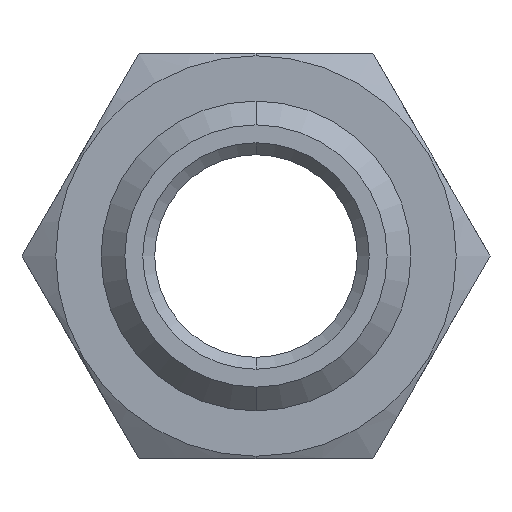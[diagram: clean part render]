
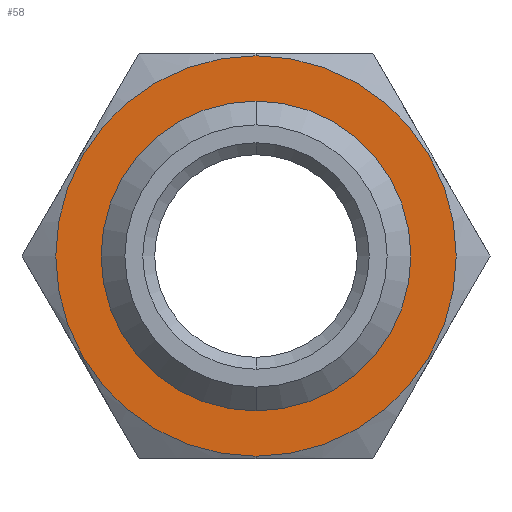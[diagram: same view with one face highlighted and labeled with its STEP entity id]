
A CAD part, front view. The second image highlights one B-rep face of the part: STEP entity #58.
In plain terms, the highlighted planar face has unit normal (0, -1, 0).
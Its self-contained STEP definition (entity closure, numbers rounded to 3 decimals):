
#53 = EDGE_CURVE ( 'NONE', #203, #211, #425, .T. ) ;
#56 = ORIENTED_EDGE ( 'NONE', *, *, #53, .T. ) ;
#57 = EDGE_LOOP ( 'NONE', ( #56, #76 ) ) ;
#58 = ADVANCED_FACE ( 'NONE', ( #420, #419 ), #418, .T. ) ;
#68 = EDGE_CURVE ( 'NONE', #258, #273, #466, .T. ) ;
#70 = EDGE_LOOP ( 'NONE', ( #72, #73 ) ) ;
#72 = ORIENTED_EDGE ( 'NONE', *, *, #272, .F. ) ;
#73 = ORIENTED_EDGE ( 'NONE', *, *, #68, .F. ) ;
#76 = ORIENTED_EDGE ( 'NONE', *, *, #200, .T. ) ;
#200 = EDGE_CURVE ( 'NONE', #211, #203, #725, .T. ) ;
#203 = VERTEX_POINT ( 'NONE', #713 ) ;
#211 = VERTEX_POINT ( 'NONE', #756 ) ;
#258 = VERTEX_POINT ( 'NONE', #839 ) ;
#272 = EDGE_CURVE ( 'NONE', #273, #258, #880, .T. ) ;
#273 = VERTEX_POINT ( 'NONE', #870 ) ;
#418 = PLANE ( 'NONE',  #481 ) ;
#419 = FACE_BOUND ( 'NONE', #70, .T. ) ;
#420 = FACE_OUTER_BOUND ( 'NONE', #57, .T. ) ;
#421 = DIRECTION ( 'NONE',  ( 0., 0., -1. ) ) ;
#422 = DIRECTION ( 'NONE',  ( 0., -1., 0. ) ) ;
#423 = CARTESIAN_POINT ( 'NONE',  ( 0., 8., 0. ) ) ;
#424 = AXIS2_PLACEMENT_3D ( 'NONE', #423, #422, #421 ) ;
#425 = CIRCLE ( 'NONE', #424, 8.4 ) ;
#462 = DIRECTION ( 'NONE',  ( 0., 0., -1. ) ) ;
#463 = DIRECTION ( 'NONE',  ( 0., -1., 0. ) ) ;
#464 = CARTESIAN_POINT ( 'NONE',  ( 0., 8., 0. ) ) ;
#465 = AXIS2_PLACEMENT_3D ( 'NONE', #464, #463, #462 ) ;
#466 = CIRCLE ( 'NONE', #465, 6.5 ) ;
#477 = DIRECTION ( 'NONE',  ( 0., 0., -1. ) ) ;
#478 = DIRECTION ( 'NONE',  ( 0., -1., 0. ) ) ;
#480 = CARTESIAN_POINT ( 'NONE',  ( 8.4, 8., 0. ) ) ;
#481 = AXIS2_PLACEMENT_3D ( 'NONE', #480, #478, #477 ) ;
#713 = CARTESIAN_POINT ( 'NONE',  ( 0., 8., 8.4 ) ) ;
#718 = DIRECTION ( 'NONE',  ( 0., 0., -1. ) ) ;
#719 = DIRECTION ( 'NONE',  ( 0., -1., 0. ) ) ;
#720 = CARTESIAN_POINT ( 'NONE',  ( 0., 8., 0. ) ) ;
#721 = AXIS2_PLACEMENT_3D ( 'NONE', #720, #719, #718 ) ;
#725 = CIRCLE ( 'NONE', #721, 8.4 ) ;
#756 = CARTESIAN_POINT ( 'NONE',  ( 0., 8., -8.4 ) ) ;
#839 = CARTESIAN_POINT ( 'NONE',  ( 0., 8., 6.5 ) ) ;
#870 = CARTESIAN_POINT ( 'NONE',  ( 0., 8., -6.5 ) ) ;
#871 = DIRECTION ( 'NONE',  ( 0., 0., -1. ) ) ;
#872 = DIRECTION ( 'NONE',  ( 0., -1., 0. ) ) ;
#873 = CARTESIAN_POINT ( 'NONE',  ( 0., 8., 0. ) ) ;
#874 = AXIS2_PLACEMENT_3D ( 'NONE', #873, #872, #871 ) ;
#880 = CIRCLE ( 'NONE', #874, 6.5 ) ;
